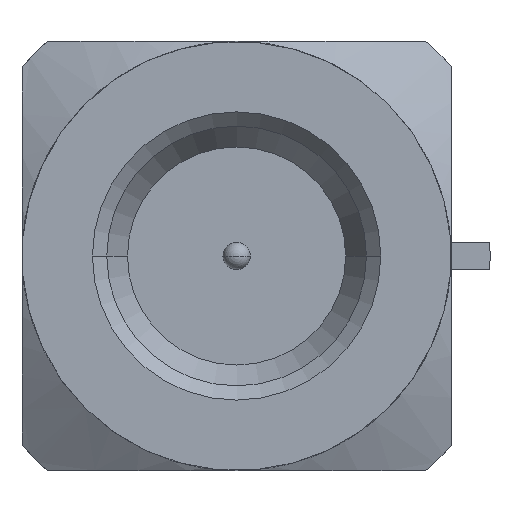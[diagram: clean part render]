
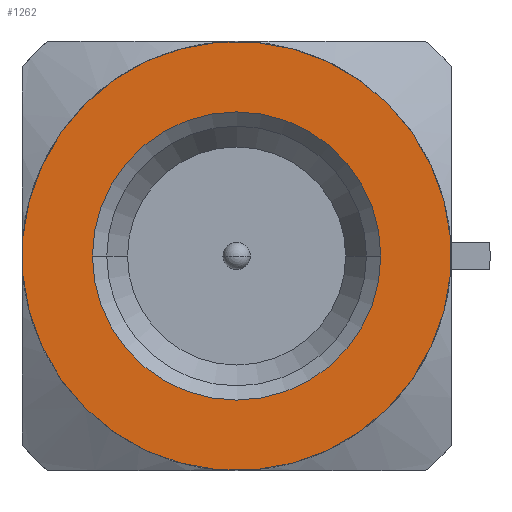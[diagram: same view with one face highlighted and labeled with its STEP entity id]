
A CAD part, left-side view. The second image highlights one B-rep face of the part: STEP entity #1262.
In plain terms, the highlighted planar face has unit normal (-1, 0, 0).
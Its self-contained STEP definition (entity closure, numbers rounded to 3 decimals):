
#1=CARTESIAN_POINT('',(0.,0.,0.));
#2=DIRECTION('',(1.,0.,0.));
#3=DIRECTION('',(0.,-0.707,0.707));
#4=AXIS2_PLACEMENT_3D('',#1,#2,#3);
#6=CARTESIAN_POINT('',(0.,0.,0.));
#7=DIRECTION('',(1.,0.,0.));
#8=DIRECTION('',(0.,0.707,-0.707));
#9=AXIS2_PLACEMENT_3D('',#6,#7,#8);
#11=CARTESIAN_POINT('',(0.,0.,0.));
#12=DIRECTION('',(1.,0.,0.));
#13=DIRECTION('',(0.,1.,0.));
#14=AXIS2_PLACEMENT_3D('',#11,#12,#13);
#16=CARTESIAN_POINT('',(0.,0.,0.));
#17=DIRECTION('',(1.,0.,0.));
#18=DIRECTION('',(0.,-1.,0.));
#19=AXIS2_PLACEMENT_3D('',#16,#17,#18);
#1011=CARTESIAN_POINT('',(0.,-2.121,2.121));
#1012=CARTESIAN_POINT('',(0.,2.121,-2.121));
#1013=VERTEX_POINT('',#1011);
#1014=VERTEX_POINT('',#1012);
#1079=CARTESIAN_POINT('',(0.,2.015,0.));
#1080=CARTESIAN_POINT('',(0.,-2.015,0.));
#1081=VERTEX_POINT('',#1079);
#1082=VERTEX_POINT('',#1080);
#1245=CARTESIAN_POINT('',(0.,0.,0.));
#1246=DIRECTION('',(1.,0.,0.));
#1247=DIRECTION('',(0.,-1.,0.));
#1248=AXIS2_PLACEMENT_3D('',#1245,#1246,#1247);
#1249=PLANE('',#1248);
#1251=ORIENTED_EDGE('',*,*,#1250,.T.);
#1253=ORIENTED_EDGE('',*,*,#1252,.T.);
#1254=EDGE_LOOP('',(#1251,#1253));
#1255=FACE_OUTER_BOUND('',#1254,.F.);
#1257=ORIENTED_EDGE('',*,*,#1256,.F.);
#1259=ORIENTED_EDGE('',*,*,#1258,.F.);
#1260=EDGE_LOOP('',(#1257,#1259));
#1261=FACE_BOUND('',#1260,.F.);
#1262=ADVANCED_FACE('',(#1255,#1261),#1249,.F.);
#5=CIRCLE('',#4,3.);
#10=CIRCLE('',#9,3.);
#15=CIRCLE('',#14,2.015);
#20=CIRCLE('',#19,2.015);
#1250=EDGE_CURVE('',#1013,#1014,#5,.T.);
#1252=EDGE_CURVE('',#1014,#1013,#10,.T.);
#1256=EDGE_CURVE('',#1081,#1082,#15,.T.);
#1258=EDGE_CURVE('',#1082,#1081,#20,.T.);
